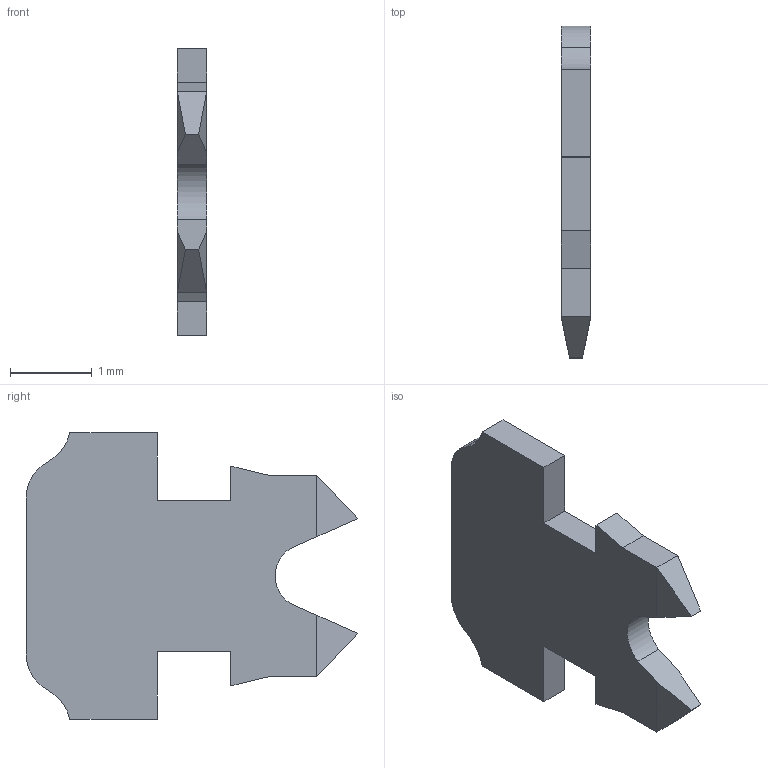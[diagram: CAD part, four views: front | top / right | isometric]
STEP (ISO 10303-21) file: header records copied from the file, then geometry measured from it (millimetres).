
FILE_DESCRIPTION (( 'STEP AP214' ), '1' );
FILE_NAME ('Cable_contact.STEP', '2019-09-11T13:12:51', ( '' ), ( '' ), 'SwSTEP 2.0', 'SolidWorks 2019', '' );
FILE_SCHEMA (( 'AUTOMOTIVE_DESIGN' ));
Length unit declared in the file: millimetre
Products named in the file (1): Cable_contact
Bounding box: 0.36 x 4.05 x 3.5 mm (x, y, z)
Volume: 3.4 mm3; surface area: 24.8 mm2
Topology: 1 solids, 1 shells, 28 faces, 74 edges, 48 vertices
Faces by surface type: plane 23, cylinder 5
Entity records: 890 total; most frequent: CARTESIAN_POINT 151, ORIENTED_EDGE 148, DIRECTION 142, EDGE_CURVE 74, VECTOR 64, LINE 64, VERTEX_POINT 48, AXIS2_PLACEMENT_3D 39
